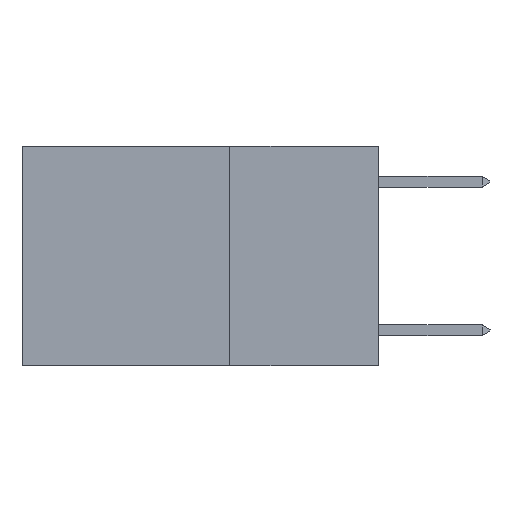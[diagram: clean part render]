
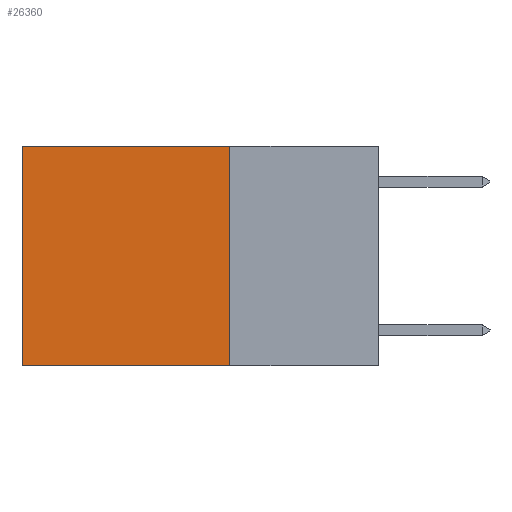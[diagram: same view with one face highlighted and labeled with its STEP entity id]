
A CAD part, left-side view. The second image highlights one B-rep face of the part: STEP entity #26360.
In plain terms, the highlighted planar face has unit normal (-1, 0, 0).
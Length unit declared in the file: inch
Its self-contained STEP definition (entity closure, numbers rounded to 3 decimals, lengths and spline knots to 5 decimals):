
#1380 = VECTOR ( 'NONE', #24674, 39.37008 ) ;
#2012 = LINE ( 'NONE', #22466, #23849 ) ;
#3638 = VERTEX_POINT ( 'NONE', #9012 ) ;
#4890 = VERTEX_POINT ( 'NONE', #13927 ) ;
#5654 = PLANE ( 'NONE',  #24095 ) ;
#6512 = VECTOR ( 'NONE', #18687, 39.37008 ) ;
#8370 = LINE ( 'NONE', #16509, #1380 ) ;
#8908 = VERTEX_POINT ( 'NONE', #20255 ) ;
#8932 = EDGE_CURVE ( 'NONE', #3638, #8908, #8370, .T. ) ;
#9012 = CARTESIAN_POINT ( 'NONE',  ( 0.2625, 0.6, 0. ) ) ;
#9071 = CARTESIAN_POINT ( 'NONE',  ( 0.2625, 0.25, 0. ) ) ;
#9911 = DIRECTION ( 'NONE',  ( 1., 0., 0. ) ) ;
#10903 = ORIENTED_EDGE ( 'NONE', *, *, #8932, .T. ) ;
#11149 = EDGE_CURVE ( 'NONE', #14350, #3638, #21232, .T. ) ;
#13927 = CARTESIAN_POINT ( 'NONE',  ( 0.2625, 0.25, -0.37 ) ) ;
#14350 = VERTEX_POINT ( 'NONE', #16654 ) ;
#14687 = VECTOR ( 'NONE', #25370, 39.37008 ) ;
#16061 = DIRECTION ( 'NONE',  ( 0., 0., -1. ) ) ;
#16509 = CARTESIAN_POINT ( 'NONE',  ( 0.2625, 0.6, 0. ) ) ;
#16654 = CARTESIAN_POINT ( 'NONE',  ( 0.2625, 0.25, 0. ) ) ;
#16669 = CARTESIAN_POINT ( 'NONE',  ( 0.2625, 0.25, -0.37 ) ) ;
#17387 = EDGE_LOOP ( 'NONE', ( #10903, #24148, #22028, #22420 ) ) ;
#18444 = EDGE_CURVE ( 'NONE', #14350, #4890, #2012, .T. ) ;
#18687 = DIRECTION ( 'NONE',  ( 0., 1., 0. ) ) ;
#20076 = CARTESIAN_POINT ( 'NONE',  ( 0.2625, 0.25, 0. ) ) ;
#20255 = CARTESIAN_POINT ( 'NONE',  ( 0.2625, 0.6, -0.37 ) ) ;
#21232 = LINE ( 'NONE', #9071, #14687 ) ;
#22028 = ORIENTED_EDGE ( 'NONE', *, *, #18444, .F. ) ;
#22080 = DIRECTION ( 'NONE',  ( 0., 0., -1. ) ) ;
#22420 = ORIENTED_EDGE ( 'NONE', *, *, #11149, .T. ) ;
#22466 = CARTESIAN_POINT ( 'NONE',  ( 0.2625, 0.25, 0. ) ) ;
#23092 = LINE ( 'NONE', #16669, #6512 ) ;
#23777 = EDGE_CURVE ( 'NONE', #4890, #8908, #23092, .T. ) ;
#23849 = VECTOR ( 'NONE', #22080, 39.37008 ) ;
#23960 = FACE_OUTER_BOUND ( 'NONE', #17387, .T. ) ;
#24095 = AXIS2_PLACEMENT_3D ( 'NONE', #20076, #9911, #16061 ) ;
#24148 = ORIENTED_EDGE ( 'NONE', *, *, #23777, .F. ) ;
#24674 = DIRECTION ( 'NONE',  ( 0., 0., -1. ) ) ;
#25370 = DIRECTION ( 'NONE',  ( 0., 1., 0. ) ) ;
#26360 = ADVANCED_FACE ( 'NONE', ( #23960 ), #5654, .F. ) ;
